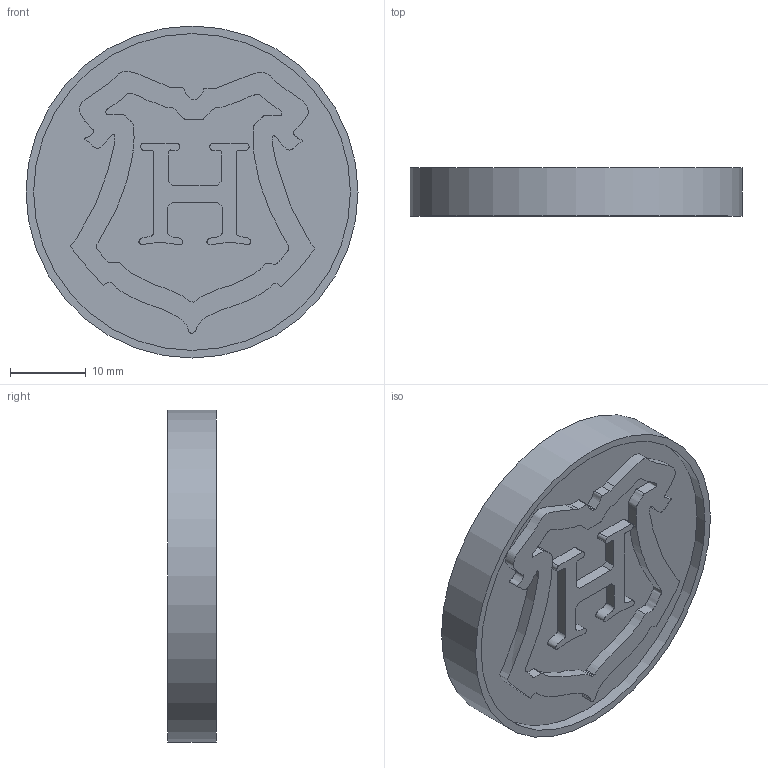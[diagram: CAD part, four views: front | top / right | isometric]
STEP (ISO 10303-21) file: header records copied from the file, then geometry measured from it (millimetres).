
FILE_DESCRIPTION(/* description */ (''),/* implementation_level */ '2;1');
FILE_NAME(/* name */ 'seal.stp',/* time_stamp */ '2023-09-27T11:06:56-06:00',/* author */ ('newic'),/* organization */ (''),/* preprocessor_version */ 'ST-DEVELOPER v19.2',/* originating_system */ 'Autodesk Inventor 2024',/* authorisation */ '');
FILE_SCHEMA (('AUTOMOTIVE_DESIGN { 1 0 10303 214 3 1 1 }'));
Length unit declared in the file: centimetre
Products named in the file (1): seal
Bounding box: 43.71 x 6.35 x 43.71 mm (x, y, z)
Volume: 8091.7 mm3; surface area: 4556.7 mm2
Topology: 1 solids, 1 shells, 82 faces, 228 edges, 152 vertices
Faces by surface type: plane 38, bspline 22, cylinder 22
Full cylindrical faces by diameter (mm): 41.713 x1, 43.715 x1
Entity records: 4433 total; most frequent: CARTESIAN_POINT 2397, ORIENTED_EDGE 456, DIRECTION 350, EDGE_CURVE 228, VERTEX_POINT 152, LINE 140, VECTOR 140, AXIS2_PLACEMENT_3D 105
